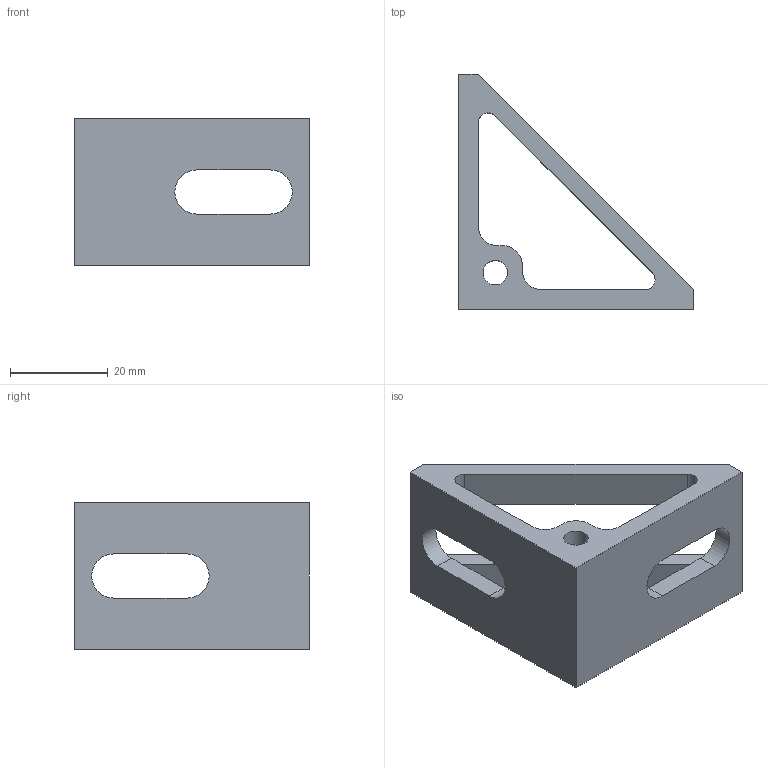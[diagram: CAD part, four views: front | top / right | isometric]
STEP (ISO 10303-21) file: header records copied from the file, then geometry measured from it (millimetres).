
FILE_DESCRIPTION (( 'STEP AP214' ), '1' );
FILE_NAME ('1.46.20539.STEP', '2024-10-11T19:12:16', ( '' ), ( '' ), 'SwSTEP 2.0', 'SolidWorks 2024', '' );
FILE_SCHEMA (( 'AUTOMOTIVE_DESIGN' ));
Length unit declared in the file: millimetre
Products named in the file (1): 1.46.20539
Bounding box: 48 x 48 x 30 mm (x, y, z)
Volume: 14657.8 mm3; surface area: 8946.1 mm2
Topology: 1 solids, 1 shells, 36 faces, 111 edges, 74 vertices
Faces by surface type: plane 21, cylinder 15
Entity records: 1292 total; most frequent: ORIENTED_EDGE 222, CARTESIAN_POINT 222, DIRECTION 219, EDGE_CURVE 111, LINE 77, VECTOR 77, VERTEX_POINT 74, AXIS2_PLACEMENT_3D 71
